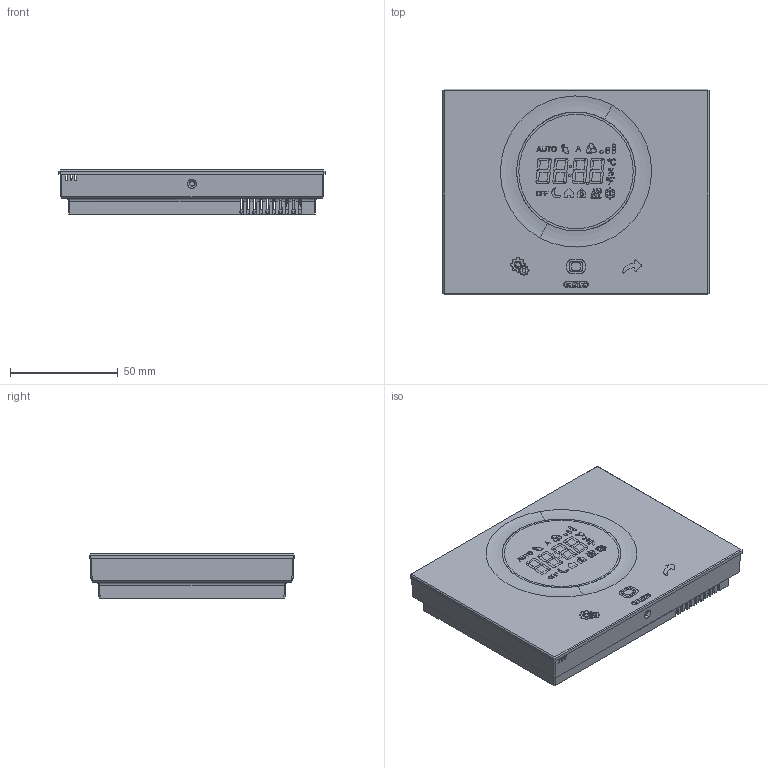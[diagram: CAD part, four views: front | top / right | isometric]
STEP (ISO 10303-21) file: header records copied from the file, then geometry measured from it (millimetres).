
FILE_DESCRIPTION(('CATIA V5 STEP Exchange','CAx-IF Rec.Pracs.--- Model Styling and Organization---1.4--- 2014-01-23'),'2;1');
FILE_NAME('GW16970CB - GW16976CB.stp','2024-02-12T15:36:10+00:00',('none'),('none'),'CATIA Version 5-6 Release 2019 SP6','CATIA V5 STEP AP214 v1','none');
FILE_SCHEMA(('AUTOMOTIVE_DESIGN { 1 0 10303 214 1 1 1 1 }'));
Products named in the file (1): GW16970CB - GW16976CB
Bounding box: 123.2 x 95.2 x 20.4 mm (x, y, z)
Volume: 54629.9 mm3; surface area: 58701.5 mm2
Topology: 1 solids, 1 shells, 3390 faces, 9774 edges, 6414 vertices
Faces by surface type: plane 2770, cylinder 378, extrusion 144, bspline 68, torus 12, cone 12, sphere 6
Entity records: 114719 total; most frequent: CARTESIAN_POINT 26227, ORIENTED_EDGE 19472, DIRECTION 14456, EDGE_CURVE 9736, VECTOR 8526, LINE 8382, VERTEX_POINT 6414, EDGE_LOOP 3522
